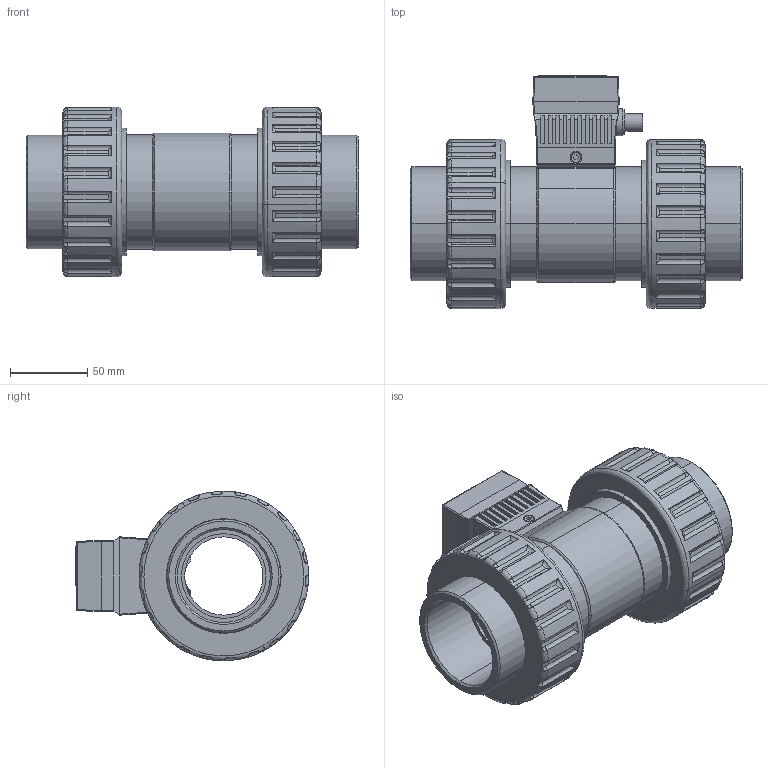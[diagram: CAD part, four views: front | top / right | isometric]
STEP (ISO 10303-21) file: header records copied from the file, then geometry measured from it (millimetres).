
FILE_DESCRIPTION (( 'STEP AP214' ), '1' );
FILE_NAME ('TKM-50-P.STEP', '2025-01-14T17:11:10', ( '' ), ( '' ), 'SwSTEP 2.0', 'SolidWorks 2021', '' );
FILE_SCHEMA (( 'AUTOMOTIVE_DESIGN' ));
Length unit declared in the file: inch
Products named in the file (1): TKM-50-P
Bounding box: 215.39 x 151.23 x 109.97 mm (x, y, z)
Volume: 1001833.5 mm3; surface area: 201338.9 mm2
Topology: 9 solids, 9 shells, 751 faces, 1968 edges, 1238 vertices
Faces by surface type: bspline 276, plane 240, cylinder 223, cone 12
Entity records: 45012 total; most frequent: CARTESIAN_POINT 28732, ORIENTED_EDGE 3892, DIRECTION 2482, EDGE_CURVE 1946, VERTEX_POINT 1238, AXIS2_PLACEMENT_3D 860, EDGE_LOOP 794, B_SPLINE_CURVE_WITH_KNOTS 764
